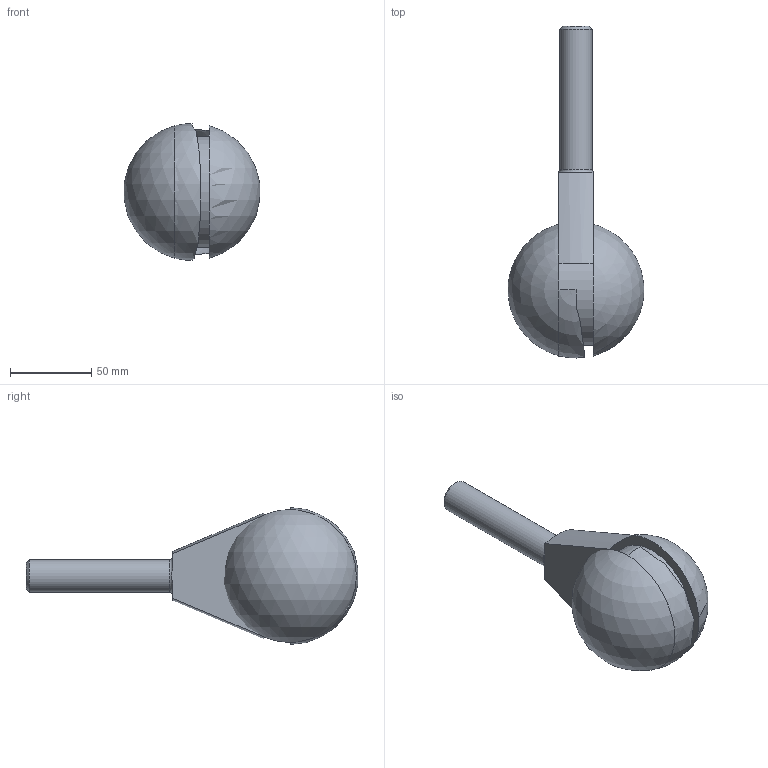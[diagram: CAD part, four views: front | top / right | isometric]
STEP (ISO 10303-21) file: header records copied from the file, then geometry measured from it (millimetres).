
FILE_DESCRIPTION(/* description */ (''),/* implementation_level */ '2;1');
FILE_NAME(/* name */ 'cięgno2.stp',/* time_stamp */ '2023-01-07T15:27:36+01:00',/* author */ ('PJ'),/* organization */ (''),/* preprocessor_version */ 'ST-DEVELOPER v19',/* originating_system */ 'Autodesk Inventor 2023',/* authorisation */ '');
FILE_SCHEMA (('AUTOMOTIVE_DESIGN { 1 0 10303 214 3 1 1 }'));
Length unit declared in the file: millimetre
Products named in the file (1): cięgno2
Bounding box: 83.38 x 203.69 x 84 mm (x, y, z)
Volume: 522291.5 mm3; surface area: 60235.2 mm2
Topology: 1 solids, 1 shells, 12 faces, 35 edges, 23 vertices
Faces by surface type: plane 5, cylinder 4, cone 1, torus 1, sphere 1
Full cylindrical faces by diameter (mm): 20 x1, 68 x1
Entity records: 468 total; most frequent: CARTESIAN_POINT 95, DIRECTION 77, ORIENTED_EDGE 66, EDGE_CURVE 33, AXIS2_PLACEMENT_3D 33, VERTEX_POINT 23, CIRCLE 18, EDGE_LOOP 14
